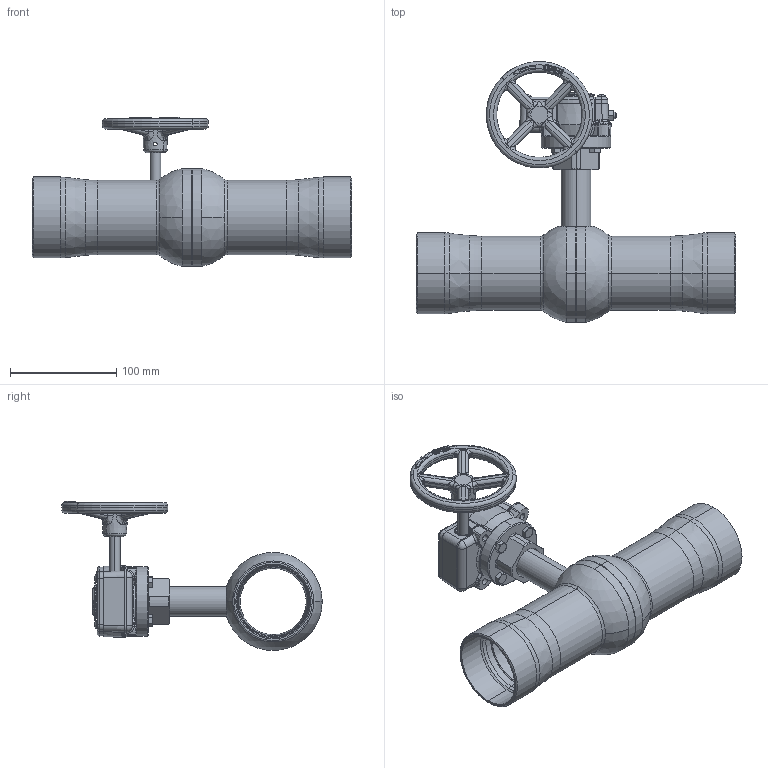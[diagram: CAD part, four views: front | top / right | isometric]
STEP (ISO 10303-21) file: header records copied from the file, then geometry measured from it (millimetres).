
FILE_DESCRIPTION (( 'STEP AP214' ), '1' );
FILE_NAME ('8500225065 480.step', '2025-05-29T08:09:11', ( '' ), ( '' ), 'SwSTEP 2.0', 'SolidWorks 2023', '' );
FILE_SCHEMA (( 'AUTOMOTIVE_DESIGN' ));
Length unit declared in the file: millimetre
Products named in the file (1): 8500225065 480
Bounding box: 300 x 244.73 x 140.1 mm (x, y, z)
Surface area: 149265.8 mm2 (no closed solid volume)
Topology: 0 solids, 15 shells, 923 faces, 2548 edges, 1600 vertices
Faces by surface type: plane 291, bspline 211, cone 163, cylinder 157, torus 76, sphere 25
Entity records: 44430 total; most frequent: CARTESIAN_POINT 23169, ORIENTED_EDGE 4609, DIRECTION 4018, EDGE_CURVE 2548, VERTEX_POINT 1600, AXIS2_PLACEMENT_3D 1564, EDGE_LOOP 982, ADVANCED_FACE 923
